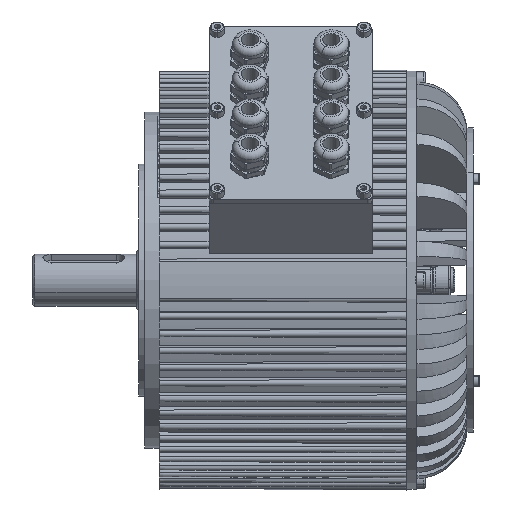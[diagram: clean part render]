
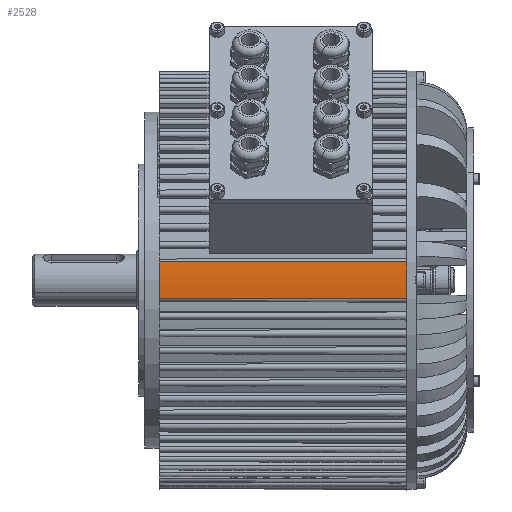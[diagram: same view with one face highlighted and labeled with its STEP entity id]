
A CAD part, left-side view. The second image highlights one B-rep face of the part: STEP entity #2528.
In plain terms, the highlighted conical face has half-angle 0.2 degrees and reference radius 103 mm.
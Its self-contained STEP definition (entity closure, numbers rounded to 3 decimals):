
#359 = EDGE_LOOP ( 'NONE', ( #22813, #3862, #68466, #14181 ) ) ;
#2528 = ADVANCED_FACE ( 'NONE', ( #10549 ), #68417, .T. ) ;
#3862 = ORIENTED_EDGE ( 'NONE', *, *, #73596, .T. ) ;
#4323 = EDGE_CURVE ( 'NONE', #20128, #71280, #12129, .T. ) ;
#4873 = DIRECTION ( 'NONE',  ( 0., 0., 1. ) ) ;
#5275 = CARTESIAN_POINT ( 'NONE',  ( -102.185, 121.6, 8.94 ) ) ;
#7882 = CARTESIAN_POINT ( 'NONE',  ( -102.608, 0., 8.977 ) ) ;
#10386 = CARTESIAN_POINT ( 'NONE',  ( 0., 121.6, 0. ) ) ;
#10549 = FACE_OUTER_BOUND ( 'NONE', #359, .T. ) ;
#12129 = CIRCLE ( 'NONE', #54218, 102.576 ) ;
#13687 = CARTESIAN_POINT ( 'NONE',  ( 0., 0., 0. ) ) ;
#14181 = ORIENTED_EDGE ( 'NONE', *, *, #16159, .F. ) ;
#16159 = EDGE_CURVE ( 'NONE', #71280, #48379, #59461, .T. ) ;
#20128 = VERTEX_POINT ( 'NONE', #34038 ) ;
#22598 = DIRECTION ( 'NONE',  ( -0.003, -1., 0. ) ) ;
#22813 = ORIENTED_EDGE ( 'NONE', *, *, #4323, .F. ) ;
#25342 = VECTOR ( 'NONE', #30826, 1000. ) ;
#25813 = VERTEX_POINT ( 'NONE', #36781 ) ;
#27929 = CIRCLE ( 'NONE', #69997, 103. ) ;
#28991 = CARTESIAN_POINT ( 'NONE',  ( -102.608, 0., 8.977 ) ) ;
#30826 = DIRECTION ( 'NONE',  ( -0.003, -1., 0. ) ) ;
#33341 = DIRECTION ( 'NONE',  ( 0., 1., 0. ) ) ;
#33520 = CARTESIAN_POINT ( 'NONE',  ( 0., 0., 0. ) ) ;
#33921 = LINE ( 'NONE', #74126, #38830 ) ;
#34038 = CARTESIAN_POINT ( 'NONE',  ( -102.185, 121.6, -8.94 ) ) ;
#35995 = AXIS2_PLACEMENT_3D ( 'NONE', #33520, #56497, #4873 ) ;
#36663 = DIRECTION ( 'NONE',  ( 0., 1., 0. ) ) ;
#36781 = CARTESIAN_POINT ( 'NONE',  ( -102.608, 0., -8.977 ) ) ;
#38830 = VECTOR ( 'NONE', #22598, 1000. ) ;
#48379 = VERTEX_POINT ( 'NONE', #28991 ) ;
#54218 = AXIS2_PLACEMENT_3D ( 'NONE', #10386, #33341, #56328 ) ;
#56328 = DIRECTION ( 'NONE',  ( 0., 0., 1. ) ) ;
#56497 = DIRECTION ( 'NONE',  ( 0., -1., 0. ) ) ;
#59461 = LINE ( 'NONE', #7882, #25342 ) ;
#59612 = DIRECTION ( 'NONE',  ( 0., 0., 1. ) ) ;
#68325 = EDGE_CURVE ( 'NONE', #25813, #48379, #27929, .T. ) ;
#68417 = CONICAL_SURFACE ( 'NONE', #35995, 103., 0.003 ) ;
#68466 = ORIENTED_EDGE ( 'NONE', *, *, #68325, .T. ) ;
#69997 = AXIS2_PLACEMENT_3D ( 'NONE', #13687, #36663, #59612 ) ;
#71280 = VERTEX_POINT ( 'NONE', #5275 ) ;
#73596 = EDGE_CURVE ( 'NONE', #20128, #25813, #33921, .T. ) ;
#74126 = CARTESIAN_POINT ( 'NONE',  ( -102.608, 0., -8.977 ) ) ;
